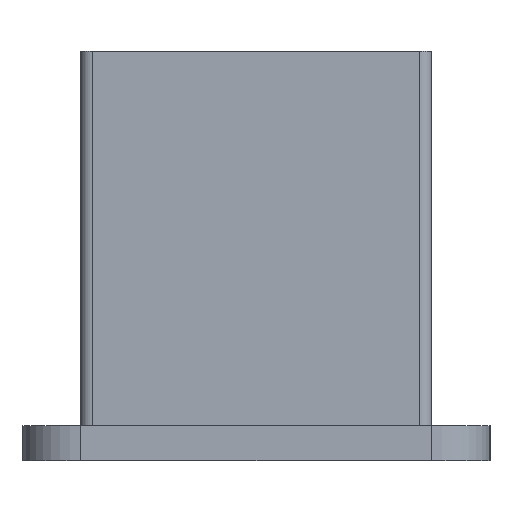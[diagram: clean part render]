
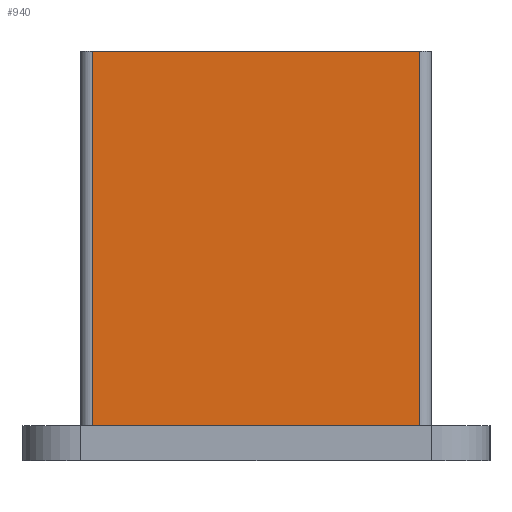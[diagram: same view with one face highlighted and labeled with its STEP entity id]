
A CAD part, left-side view. The second image highlights one B-rep face of the part: STEP entity #940.
In plain terms, the highlighted planar face has unit normal (-1, 0, 0).
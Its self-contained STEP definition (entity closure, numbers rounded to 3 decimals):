
#37=PLANE('',#1031);
#80=FACE_OUTER_BOUND('',#134,.T.);
#134=EDGE_LOOP('',(#727,#728,#729,#730));
#203=LINE('',#1468,#296);
#216=LINE('',#1504,#309);
#221=LINE('',#1517,#314);
#222=LINE('',#1518,#315);
#296=VECTOR('',#1179,10.);
#309=VECTOR('',#1214,10.);
#314=VECTOR('',#1225,10.);
#315=VECTOR('',#1226,10.);
#438=VERTEX_POINT('',#1465);
#439=VERTEX_POINT('',#1467);
#451=VERTEX_POINT('',#1503);
#456=VERTEX_POINT('',#1516);
#538=EDGE_CURVE('',#438,#439,#203,.T.);
#556=EDGE_CURVE('',#438,#451,#216,.T.);
#563=EDGE_CURVE('',#456,#451,#221,.T.);
#564=EDGE_CURVE('',#439,#456,#222,.T.);
#727=ORIENTED_EDGE('',*,*,#556,.T.);
#728=ORIENTED_EDGE('',*,*,#563,.F.);
#729=ORIENTED_EDGE('',*,*,#564,.F.);
#730=ORIENTED_EDGE('',*,*,#538,.F.);
#940=ADVANCED_FACE('',(#80),#37,.F.);
#1031=AXIS2_PLACEMENT_3D('',#1515,#1223,#1224);
#1179=DIRECTION('',(0.,0.,-1.));
#1214=DIRECTION('',(0.,1.,0.));
#1223=DIRECTION('center_axis',(1.,0.,0.));
#1224=DIRECTION('ref_axis',(0.,0.,-1.));
#1225=DIRECTION('',(0.,0.,1.));
#1226=DIRECTION('',(0.,1.,0.));
#1465=CARTESIAN_POINT('',(-52.,-14.,35.));
#1467=CARTESIAN_POINT('',(-52.,-14.,3.));
#1468=CARTESIAN_POINT('',(-52.,-14.,0.));
#1503=CARTESIAN_POINT('',(-52.,14.,35.));
#1504=CARTESIAN_POINT('',(-52.,5.,35.));
#1515=CARTESIAN_POINT('Origin',(-52.,15.,0.));
#1516=CARTESIAN_POINT('',(-52.,14.,3.));
#1517=CARTESIAN_POINT('',(-52.,14.,0.));
#1518=CARTESIAN_POINT('',(-52.,5.,3.));
